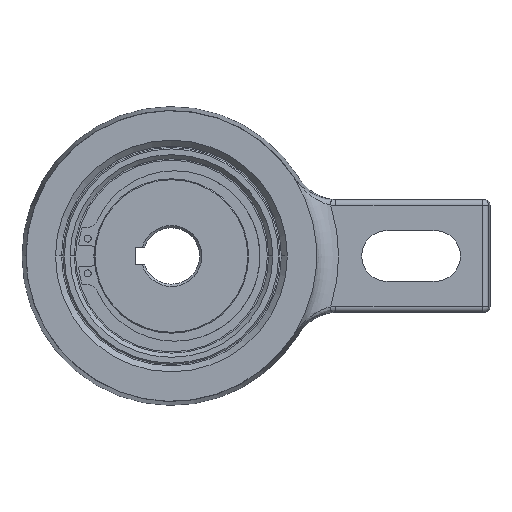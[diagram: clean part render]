
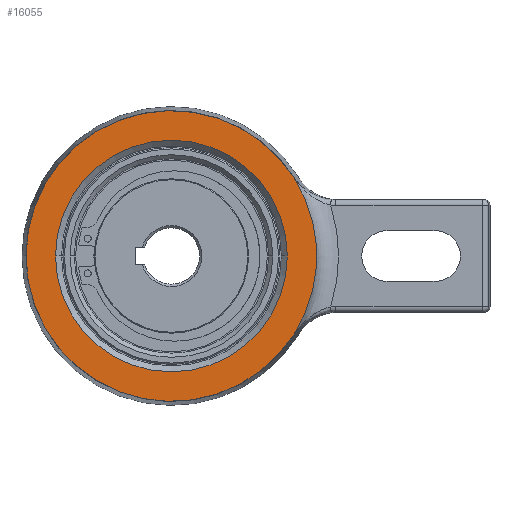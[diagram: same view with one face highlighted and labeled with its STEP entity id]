
A CAD part, left-side view. The second image highlights one B-rep face of the part: STEP entity #16055.
In plain terms, the highlighted planar face has unit normal (-1, 0, 0).
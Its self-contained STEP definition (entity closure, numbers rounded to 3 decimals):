
#14897=CARTESIAN_POINT('',(-13.5,-43.62,
-27.488));
#14898=CARTESIAN_POINT('',(-13.5,-43.607,
-27.51));
#14899=CARTESIAN_POINT('',(-13.5,-43.579,
-27.553));
#14900=CARTESIAN_POINT('',(-13.5,-43.538,
-27.618));
#14901=CARTESIAN_POINT('',(-13.5,-43.511,
-27.661));
#14902=CARTESIAN_POINT('',(-13.5,-43.497,
-27.682));
#14904=CARTESIAN_POINT('',(-13.5,0.,0.));
#14905=DIRECTION('',(1.,0.,0.));
#14906=DIRECTION('',(0.,-0.844,-0.537));
#14907=AXIS2_PLACEMENT_3D('',#14904,#14905,#14906);
#14909=CARTESIAN_POINT('',(-13.5,0.,0.));
#14910=DIRECTION('',(1.,0.,0.));
#14911=DIRECTION('',(0.,1.,0.004));
#14912=AXIS2_PLACEMENT_3D('',#14909,#14910,#14911);
#14914=CARTESIAN_POINT('',(-13.5,-43.498,
27.682));
#14915=CARTESIAN_POINT('',(-13.5,-43.511,
27.66));
#14916=CARTESIAN_POINT('',(-13.5,-43.539,
27.617));
#14917=CARTESIAN_POINT('',(-13.5,-43.58,
27.553));
#14918=CARTESIAN_POINT('',(-13.5,-43.607,
27.51));
#14919=CARTESIAN_POINT('',(-13.5,-43.62,
27.488));
#14921=CARTESIAN_POINT('',(-13.5,0.,0.));
#14922=DIRECTION('',(1.,0.,0.));
#14923=DIRECTION('',(0.,-0.846,0.533));
#14924=AXIS2_PLACEMENT_3D('',#14921,#14922,#14923);
#14926=CARTESIAN_POINT('',(-13.5,0.,0.));
#14927=DIRECTION('',(-1.,0.,0.));
#14928=DIRECTION('',(0.,-1.,0.));
#14929=AXIS2_PLACEMENT_3D('',#14926,#14927,#14928);
#14931=CARTESIAN_POINT('',(-13.5,0.,0.));
#14932=DIRECTION('',(-1.,0.,0.));
#14933=DIRECTION('',(0.,1.,0.));
#14934=AXIS2_PLACEMENT_3D('',#14931,#14932,#14933);
#15757=CARTESIAN_POINT('',(-13.5,41.1,0.));
#15758=CARTESIAN_POINT('',(-13.5,-41.1,0.));
#15759=VERTEX_POINT('',#15757);
#15760=VERTEX_POINT('',#15758);
#15761=VERTEX_POINT('',#14897);
#15762=VERTEX_POINT('',#14902);
#15763=CARTESIAN_POINT('',(-13.5,51.559,0.216));
#15764=CARTESIAN_POINT('',(-13.5,-43.498,27.682));
#15765=VERTEX_POINT('',#15763);
#15766=VERTEX_POINT('',#15764);
#15767=VERTEX_POINT('',#14919);
#16033=CARTESIAN_POINT('',(-13.5,0.,0.));
#16034=DIRECTION('',(-1.,0.,0.));
#16035=DIRECTION('',(0.,1.,0.));
#16036=AXIS2_PLACEMENT_3D('',#16033,#16034,#16035);
#16037=PLANE('',#16036);
#16039=ORIENTED_EDGE('',*,*,#16038,.T.);
#16041=ORIENTED_EDGE('',*,*,#16040,.T.);
#16043=ORIENTED_EDGE('',*,*,#16042,.T.);
#16045=ORIENTED_EDGE('',*,*,#16044,.T.);
#16047=ORIENTED_EDGE('',*,*,#16046,.T.);
#16048=EDGE_LOOP('',(#16039,#16041,#16043,#16045,#16047));
#16049=FACE_OUTER_BOUND('',#16048,.F.);
#16051=ORIENTED_EDGE('',*,*,#16050,.T.);
#16052=ORIENTED_EDGE('',*,*,#16023,.T.);
#16053=EDGE_LOOP('',(#16051,#16052));
#16054=FACE_BOUND('',#16053,.F.);
#14903=B_SPLINE_CURVE_WITH_KNOTS('',3,(#14897,#14898,#14899,#14900,#14901,
#14902),.UNSPECIFIED.,.F.,.F.,(4,1,1,4),(0.,0.333,
0.667,1.),.UNSPECIFIED.);
#14908=CIRCLE('',#14907,51.559);
#14913=CIRCLE('',#14912,51.559);
#14920=B_SPLINE_CURVE_WITH_KNOTS('',3,(#14914,#14915,#14916,#14917,#14918,
#14919),.UNSPECIFIED.,.F.,.F.,(4,1,1,4),(0.,0.333,
0.667,1.),.UNSPECIFIED.);
#14925=CIRCLE('',#14924,51.559);
#14930=CIRCLE('',#14929,41.1);
#14935=CIRCLE('',#14934,41.1);
#16023=EDGE_CURVE('',#15759,#15760,#14935,.T.);
#16038=EDGE_CURVE('',#15761,#15762,#14903,.T.);
#16040=EDGE_CURVE('',#15762,#15765,#14908,.T.);
#16042=EDGE_CURVE('',#15765,#15766,#14913,.T.);
#16044=EDGE_CURVE('',#15766,#15767,#14920,.T.);
#16046=EDGE_CURVE('',#15767,#15761,#14925,.T.);
#16050=EDGE_CURVE('',#15760,#15759,#14930,.T.);
#16055=ADVANCED_FACE('',(#16049,#16054),#16037,.T.);
